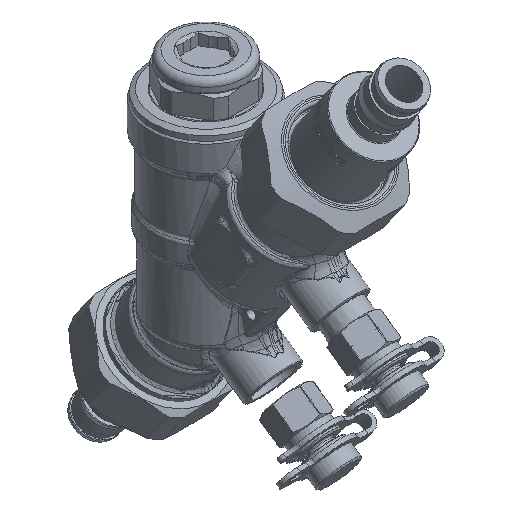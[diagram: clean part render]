
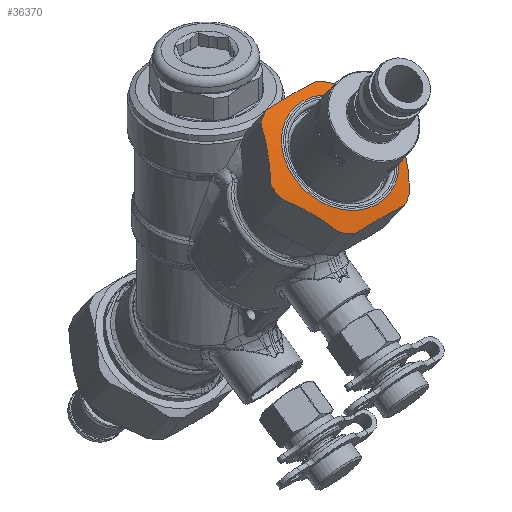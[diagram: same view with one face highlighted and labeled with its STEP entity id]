
A CAD part, isometric view. The second image highlights one B-rep face of the part: STEP entity #36370.
In plain terms, the highlighted conical face has half-angle 60 degrees and reference radius 17.78 mm.
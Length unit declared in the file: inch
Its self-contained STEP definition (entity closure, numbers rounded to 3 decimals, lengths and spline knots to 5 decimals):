
#1378=(
BOUNDED_CURVE()
B_SPLINE_CURVE(2,(#162364,#162365,#162366),.UNSPECIFIED.,.F.,.F.)
B_SPLINE_CURVE_WITH_KNOTS((3,3),(0.,1.67512),.UNSPECIFIED.)
CURVE()
GEOMETRIC_REPRESENTATION_ITEM()
RATIONAL_B_SPLINE_CURVE((1.,1.096,1.))
REPRESENTATION_ITEM('')
);
#1379=(
BOUNDED_CURVE()
B_SPLINE_CURVE(2,(#162370,#162371,#162372),.UNSPECIFIED.,.F.,.F.)
B_SPLINE_CURVE_WITH_KNOTS((3,3),(0.,1.67512),.UNSPECIFIED.)
CURVE()
GEOMETRIC_REPRESENTATION_ITEM()
RATIONAL_B_SPLINE_CURVE((1.,1.096,1.))
REPRESENTATION_ITEM('')
);
#1380=(
BOUNDED_CURVE()
B_SPLINE_CURVE(2,(#162376,#162377,#162378),.UNSPECIFIED.,.F.,.F.)
B_SPLINE_CURVE_WITH_KNOTS((3,3),(0.,1.67512),.UNSPECIFIED.)
CURVE()
GEOMETRIC_REPRESENTATION_ITEM()
RATIONAL_B_SPLINE_CURVE((1.,1.096,1.))
REPRESENTATION_ITEM('')
);
#1381=(
BOUNDED_CURVE()
B_SPLINE_CURVE(2,(#162382,#162383,#162384),.UNSPECIFIED.,.F.,.F.)
B_SPLINE_CURVE_WITH_KNOTS((3,3),(0.,1.67512),.UNSPECIFIED.)
CURVE()
GEOMETRIC_REPRESENTATION_ITEM()
RATIONAL_B_SPLINE_CURVE((1.,1.096,1.))
REPRESENTATION_ITEM('')
);
#1382=(
BOUNDED_CURVE()
B_SPLINE_CURVE(2,(#162388,#162389,#162390),.UNSPECIFIED.,.F.,.F.)
B_SPLINE_CURVE_WITH_KNOTS((3,3),(0.,1.67512),.UNSPECIFIED.)
CURVE()
GEOMETRIC_REPRESENTATION_ITEM()
RATIONAL_B_SPLINE_CURVE((1.,1.096,1.))
REPRESENTATION_ITEM('')
);
#1383=(
BOUNDED_CURVE()
B_SPLINE_CURVE(2,(#162394,#162395,#162396),.UNSPECIFIED.,.F.,.F.)
B_SPLINE_CURVE_WITH_KNOTS((3,3),(0.,1.67512),.UNSPECIFIED.)
CURVE()
GEOMETRIC_REPRESENTATION_ITEM()
RATIONAL_B_SPLINE_CURVE((1.,1.096,1.))
REPRESENTATION_ITEM('')
);
#3627=CONICAL_SURFACE('',#38665,0.7,1.047);
#5423=FACE_OUTER_BOUND('',#7562,.T.);
#7562=EDGE_LOOP('',(#27333,#27334,#27335,#27336,#27337,#27338,#27339,#27340,
#27341,#27342,#27343,#27344,#27345,#27346,#27347,#27348));
#9446=CIRCLE('',#38662,0.60928);
#9448=CIRCLE('',#38666,0.8);
#9449=CIRCLE('',#38667,0.8);
#9450=CIRCLE('',#38668,0.8);
#9451=CIRCLE('',#38669,0.8);
#9452=CIRCLE('',#38670,0.8);
#9453=CIRCLE('',#38671,0.8);
#9454=CIRCLE('',#38672,0.8);
#10359=LINE('',#162360,#12066);
#12066=VECTOR('',#42643,0.7);
#14952=VERTEX_POINT('',#162352);
#14954=VERTEX_POINT('',#162359);
#14955=VERTEX_POINT('',#162361);
#14956=VERTEX_POINT('',#162363);
#14957=VERTEX_POINT('',#162367);
#14958=VERTEX_POINT('',#162369);
#14959=VERTEX_POINT('',#162373);
#14960=VERTEX_POINT('',#162375);
#14961=VERTEX_POINT('',#162379);
#14962=VERTEX_POINT('',#162381);
#14963=VERTEX_POINT('',#162385);
#14964=VERTEX_POINT('',#162387);
#14965=VERTEX_POINT('',#162391);
#14966=VERTEX_POINT('',#162393);
#19389=EDGE_CURVE('',#14952,#14952,#9446,.T.);
#19391=EDGE_CURVE('',#14952,#14954,#10359,.T.);
#19392=EDGE_CURVE('',#14955,#14954,#9448,.T.);
#19393=EDGE_CURVE('',#14956,#14955,#1378,.T.);
#19394=EDGE_CURVE('',#14957,#14956,#9449,.T.);
#19395=EDGE_CURVE('',#14958,#14957,#1379,.T.);
#19396=EDGE_CURVE('',#14959,#14958,#9450,.T.);
#19397=EDGE_CURVE('',#14960,#14959,#1380,.T.);
#19398=EDGE_CURVE('',#14961,#14960,#9451,.T.);
#19399=EDGE_CURVE('',#14962,#14961,#1381,.T.);
#19400=EDGE_CURVE('',#14963,#14962,#9452,.T.);
#19401=EDGE_CURVE('',#14964,#14963,#1382,.T.);
#19402=EDGE_CURVE('',#14965,#14964,#9453,.T.);
#19403=EDGE_CURVE('',#14966,#14965,#1383,.T.);
#19404=EDGE_CURVE('',#14954,#14966,#9454,.T.);
#27333=ORIENTED_EDGE('',*,*,#19389,.F.);
#27334=ORIENTED_EDGE('',*,*,#19391,.T.);
#27335=ORIENTED_EDGE('',*,*,#19392,.F.);
#27336=ORIENTED_EDGE('',*,*,#19393,.F.);
#27337=ORIENTED_EDGE('',*,*,#19394,.F.);
#27338=ORIENTED_EDGE('',*,*,#19395,.F.);
#27339=ORIENTED_EDGE('',*,*,#19396,.F.);
#27340=ORIENTED_EDGE('',*,*,#19397,.F.);
#27341=ORIENTED_EDGE('',*,*,#19398,.F.);
#27342=ORIENTED_EDGE('',*,*,#19399,.F.);
#27343=ORIENTED_EDGE('',*,*,#19400,.F.);
#27344=ORIENTED_EDGE('',*,*,#19401,.F.);
#27345=ORIENTED_EDGE('',*,*,#19402,.F.);
#27346=ORIENTED_EDGE('',*,*,#19403,.F.);
#27347=ORIENTED_EDGE('',*,*,#19404,.F.);
#27348=ORIENTED_EDGE('',*,*,#19391,.F.);
#36370=ADVANCED_FACE('',(#5423),#3627,.T.);
#38662=AXIS2_PLACEMENT_3D('',#162354,#42635,#42636);
#38665=AXIS2_PLACEMENT_3D('',#162358,#42641,#42642);
#38666=AXIS2_PLACEMENT_3D('',#162362,#42644,#42645);
#38667=AXIS2_PLACEMENT_3D('',#162368,#42646,#42647);
#38668=AXIS2_PLACEMENT_3D('',#162374,#42648,#42649);
#38669=AXIS2_PLACEMENT_3D('',#162380,#42650,#42651);
#38670=AXIS2_PLACEMENT_3D('',#162386,#42652,#42653);
#38671=AXIS2_PLACEMENT_3D('',#162392,#42654,#42655);
#38672=AXIS2_PLACEMENT_3D('',#162397,#42656,#42657);
#42635=DIRECTION('center_axis',(0.,-0.574,
0.819));
#42636=DIRECTION('ref_axis',(-1.,0.,0.));
#42641=DIRECTION('center_axis',(0.,0.574,
-0.819));
#42642=DIRECTION('ref_axis',(1.,0.,0.));
#42643=DIRECTION('',(-0.866,0.287,-0.41));
#42644=DIRECTION('center_axis',(0.,0.574,
-0.819));
#42645=DIRECTION('ref_axis',(-1.,0.,0.));
#42646=DIRECTION('center_axis',(0.,0.574,
-0.819));
#42647=DIRECTION('ref_axis',(-1.,0.,0.));
#42648=DIRECTION('center_axis',(0.,0.574,
-0.819));
#42649=DIRECTION('ref_axis',(-1.,0.,0.));
#42650=DIRECTION('center_axis',(0.,0.574,
-0.819));
#42651=DIRECTION('ref_axis',(-1.,0.,0.));
#42652=DIRECTION('center_axis',(0.,0.574,
-0.819));
#42653=DIRECTION('ref_axis',(-1.,0.,0.));
#42654=DIRECTION('center_axis',(0.,0.574,
-0.819));
#42655=DIRECTION('ref_axis',(-1.,0.,0.));
#42656=DIRECTION('center_axis',(0.,0.574,
-0.819));
#42657=DIRECTION('ref_axis',(-1.,0.,0.));
#162352=CARTESIAN_POINT('',(-0.60928,-1.79725,0.16696));
#162354=CARTESIAN_POINT('Origin',(0.,-1.79725,
0.16696));
#162358=CARTESIAN_POINT('Origin',(0.,-1.76721,
0.12406));
#162359=CARTESIAN_POINT('',(-0.8,-1.73409,0.07677));
#162360=CARTESIAN_POINT('',(-0.7,-1.76721,0.12406));
#162361=CARTESIAN_POINT('',(-0.79583,-1.80092,0.02997));
#162362=CARTESIAN_POINT('Origin',(0.,-1.73409,
0.07677));
#162363=CARTESIAN_POINT('',(-0.46857,-2.26524,-0.29515));
#162364=CARTESIAN_POINT('Ctrl Pts',(-0.46857,-2.26524,
-0.29515));
#162365=CARTESIAN_POINT('Ctrl Pts',(-0.6322,-2.07741,
-0.06927));
#162366=CARTESIAN_POINT('Ctrl Pts',(-0.79583,-1.80092,
0.02997));
#162367=CARTESIAN_POINT('',(-0.32726,-2.33207,-0.34194));
#162368=CARTESIAN_POINT('Origin',(0.,-1.73409,
0.07677));
#162369=CARTESIAN_POINT('',(0.32726,-2.33207,-0.34194));
#162370=CARTESIAN_POINT('Ctrl Pts',(0.32726,-2.33207,
-0.34194));
#162371=CARTESIAN_POINT('Ctrl Pts',(0.,-2.3764,
-0.27863));
#162372=CARTESIAN_POINT('Ctrl Pts',(-0.32726,-2.33207,
-0.34194));
#162373=CARTESIAN_POINT('',(0.46857,-2.26524,-0.29515));
#162374=CARTESIAN_POINT('Origin',(0.,-1.73409,
0.07677));
#162375=CARTESIAN_POINT('',(0.79583,-1.80092,0.02997));
#162376=CARTESIAN_POINT('Ctrl Pts',(0.79583,-1.80092,
0.02997));
#162377=CARTESIAN_POINT('Ctrl Pts',(0.6322,-2.07741,-0.06927));
#162378=CARTESIAN_POINT('Ctrl Pts',(0.46857,-2.26524,
-0.29515));
#162379=CARTESIAN_POINT('',(0.79583,-1.66726,0.12356));
#162380=CARTESIAN_POINT('Origin',(0.,-1.73409,
0.07677));
#162381=CARTESIAN_POINT('',(0.46857,-1.20294,0.44868));
#162382=CARTESIAN_POINT('Ctrl Pts',(0.46857,-1.20294,
0.44868));
#162383=CARTESIAN_POINT('Ctrl Pts',(0.6322,-1.47943,
0.34944));
#162384=CARTESIAN_POINT('Ctrl Pts',(0.79583,-1.66726,
0.12356));
#162385=CARTESIAN_POINT('',(0.32726,-1.13611,0.49548));
#162386=CARTESIAN_POINT('Origin',(0.,-1.73409,
0.07677));
#162387=CARTESIAN_POINT('',(-0.32726,-1.13611,0.49548));
#162388=CARTESIAN_POINT('Ctrl Pts',(-0.32726,-1.13611,
0.49548));
#162389=CARTESIAN_POINT('Ctrl Pts',(0.,-1.18044,
0.55879));
#162390=CARTESIAN_POINT('Ctrl Pts',(0.32726,-1.13611,
0.49548));
#162391=CARTESIAN_POINT('',(-0.46857,-1.20294,0.44868));
#162392=CARTESIAN_POINT('Origin',(0.,-1.73409,
0.07677));
#162393=CARTESIAN_POINT('',(-0.79583,-1.66726,0.12356));
#162394=CARTESIAN_POINT('Ctrl Pts',(-0.79583,-1.66726,
0.12356));
#162395=CARTESIAN_POINT('Ctrl Pts',(-0.6322,-1.47943,
0.34944));
#162396=CARTESIAN_POINT('Ctrl Pts',(-0.46857,-1.20294,
0.44868));
#162397=CARTESIAN_POINT('Origin',(0.,-1.73409,
0.07677));
